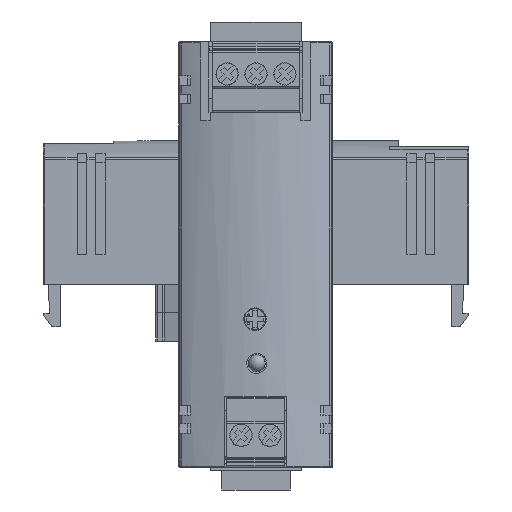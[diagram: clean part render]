
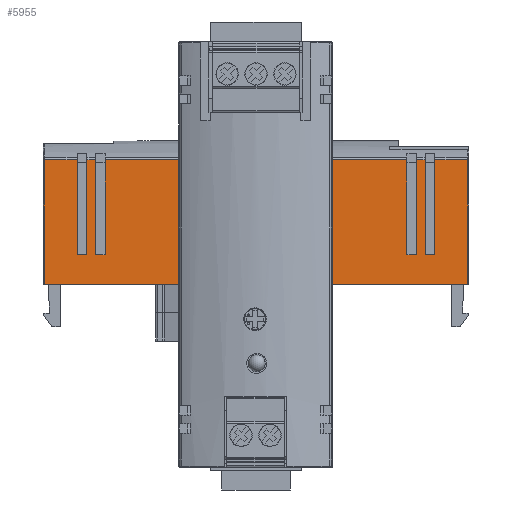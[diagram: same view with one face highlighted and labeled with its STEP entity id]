
A CAD part, left-side view. The second image highlights one B-rep face of the part: STEP entity #5955.
In plain terms, the highlighted planar face has unit normal (-1, 0, 0.008).
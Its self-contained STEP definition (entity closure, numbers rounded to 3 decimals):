
#5955 = ADVANCED_FACE( '', ( #12717 ), #12718, .F. );
#12717 = FACE_OUTER_BOUND( '', #20779, .T. );
#12718 = PLANE( '', #20780 );
#20779 = EDGE_LOOP( '', ( #37830, #37831, #37832, #37833, #37834, #37835, #37836, #37837, #37838, #37839, #37840, #37841, #37842, #37843, #37844, #37845, #37846, #37847, #37848, #37849 ) );
#20780 = AXIS2_PLACEMENT_3D( '', #37850, #37851, #37852 );
#37830 = ORIENTED_EDGE( '', *, *, #48609, .T. );
#37831 = ORIENTED_EDGE( '', *, *, #48939, .F. );
#37832 = ORIENTED_EDGE( '', *, *, #46116, .F. );
#37833 = ORIENTED_EDGE( '', *, *, #45815, .T. );
#37834 = ORIENTED_EDGE( '', *, *, #48415, .T. );
#37835 = ORIENTED_EDGE( '', *, *, #45417, .F. );
#37836 = ORIENTED_EDGE( '', *, *, #44039, .F. );
#37837 = ORIENTED_EDGE( '', *, *, #48940, .T. );
#37838 = ORIENTED_EDGE( '', *, *, #48941, .T. );
#37839 = ORIENTED_EDGE( '', *, *, #44001, .F. );
#37840 = ORIENTED_EDGE( '', *, *, #47424, .F. );
#37841 = ORIENTED_EDGE( '', *, *, #43028, .T. );
#37842 = ORIENTED_EDGE( '', *, *, #45411, .T. );
#37843 = ORIENTED_EDGE( '', *, *, #47446, .T. );
#37844 = ORIENTED_EDGE( '', *, *, #47839, .F. );
#37845 = ORIENTED_EDGE( '', *, *, #48878, .T. );
#37846 = ORIENTED_EDGE( '', *, *, #48942, .T. );
#37847 = ORIENTED_EDGE( '', *, *, #44552, .F. );
#37848 = ORIENTED_EDGE( '', *, *, #48918, .F. );
#37849 = ORIENTED_EDGE( '', *, *, #47731, .T. );
#37850 = CARTESIAN_POINT( '', ( -13.454, -37.5, -5.24 ) );
#37851 = DIRECTION( '', ( 1., 0., -0.008 ) );
#37852 = DIRECTION( '', ( -0.008, 0., -1. ) );
#43028 = EDGE_CURVE( '', #50072, #50069, #50073, .T. );
#44001 = EDGE_CURVE( '', #51833, #51835, #51836, .T. );
#44039 = EDGE_CURVE( '', #51898, #51899, #51900, .T. );
#44552 = EDGE_CURVE( '', #52778, #52780, #52781, .T. );
#45411 = EDGE_CURVE( '', #50069, #54213, #54214, .T. );
#45417 = EDGE_CURVE( '', #51899, #54222, #54223, .T. );
#45815 = EDGE_CURVE( '', #54845, #54842, #54846, .T. );
#46116 = EDGE_CURVE( '', #54845, #55296, #55297, .T. );
#47424 = EDGE_CURVE( '', #50072, #51833, #57157, .T. );
#47446 = EDGE_CURVE( '', #54213, #57182, #57185, .T. );
#47731 = EDGE_CURVE( '', #57559, #57556, #57560, .T. );
#47839 = EDGE_CURVE( '', #57699, #57182, #57701, .T. );
#48415 = EDGE_CURVE( '', #54842, #54222, #58426, .T. );
#48609 = EDGE_CURVE( '', #57556, #58654, #58656, .T. );
#48878 = EDGE_CURVE( '', #57699, #58421, #58969, .F. );
#48918 = EDGE_CURVE( '', #57559, #52778, #59017, .T. );
#48939 = EDGE_CURVE( '', #55296, #58654, #59042, .T. );
#48940 = EDGE_CURVE( '', #51898, #59043, #59044, .T. );
#48941 = EDGE_CURVE( '', #59043, #51835, #59045, .T. );
#48942 = EDGE_CURVE( '', #58421, #52780, #59046, .T. );
#50069 = VERTEX_POINT( '', #60337 );
#50072 = VERTEX_POINT( '', #60340 );
#50073 = LINE( '', #60341, #60342 );
#51833 = VERTEX_POINT( '', #62900 );
#51835 = VERTEX_POINT( '', #62903 );
#51836 = LINE( '', #62904, #62905 );
#51898 = VERTEX_POINT( '', #62989 );
#51899 = VERTEX_POINT( '', #62990 );
#51900 = LINE( '', #62991, #62992 );
#52778 = VERTEX_POINT( '', #64261 );
#52780 = VERTEX_POINT( '', #64264 );
#52781 = LINE( '', #64265, #64266 );
#54213 = VERTEX_POINT( '', #66456 );
#54214 = LINE( '', #66457, #66458 );
#54222 = VERTEX_POINT( '', #66469 );
#54223 = LINE( '', #66470, #66471 );
#54842 = VERTEX_POINT( '', #67348 );
#54845 = VERTEX_POINT( '', #67351 );
#54846 = LINE( '', #67352, #67353 );
#55296 = VERTEX_POINT( '', #67986 );
#55297 = LINE( '', #67987, #67988 );
#57157 = LINE( '', #70874, #70875 );
#57182 = VERTEX_POINT( '', #70908 );
#57185 = LINE( '', #70911, #70912 );
#57556 = VERTEX_POINT( '', #71428 );
#57559 = VERTEX_POINT( '', #71431 );
#57560 = LINE( '', #71432, #71433 );
#57699 = VERTEX_POINT( '', #71629 );
#57701 = LINE( '', #71631, #71632 );
#58421 = VERTEX_POINT( '', #72759 );
#58426 = LINE( '', #72764, #72765 );
#58654 = VERTEX_POINT( '', #73085 );
#58656 = LINE( '', #73087, #73088 );
#58969 = LINE( '', #73637, #73638 );
#59017 = LINE( '', #73701, #73702 );
#59042 = LINE( '', #73736, #73737 );
#59043 = VERTEX_POINT( '', #73738 );
#59044 = LINE( '', #73739, #73740 );
#59045 = LINE( '', #73741, #73742 );
#59046 = LINE( '', #73743, #73744 );
#60337 = CARTESIAN_POINT( '', ( -13.281, 31.5, 16.694 ) );
#60340 = CARTESIAN_POINT( '', ( -13.413, 31.5, 0. ) );
#60341 = CARTESIAN_POINT( '', ( -13.454, 31.5, -5.24 ) );
#60342 = VECTOR( '', #75099, 1000. );
#62900 = CARTESIAN_POINT( '', ( -13.413, 29.8, 0. ) );
#62903 = CARTESIAN_POINT( '', ( -13.281, 29.8, 16.694 ) );
#62904 = CARTESIAN_POINT( '', ( -13.454, 29.8, -5.24 ) );
#62905 = VECTOR( '', #76178, 1000. );
#62989 = CARTESIAN_POINT( '', ( -13.413, 28.3, 0. ) );
#62990 = CARTESIAN_POINT( '', ( -13.413, 26.6, 0. ) );
#62991 = CARTESIAN_POINT( '', ( -13.413, -37.5, 0. ) );
#62992 = VECTOR( '', #76219, 1000. );
#64261 = CARTESIAN_POINT( '', ( -13.413, -31.5, 0. ) );
#64264 = CARTESIAN_POINT( '', ( -13.281, -31.5, 16.694 ) );
#64265 = CARTESIAN_POINT( '', ( -13.454, -31.5, -5.24 ) );
#64266 = VECTOR( '', #76727, 1000. );
#66456 = CARTESIAN_POINT( '', ( -13.281, 37.3, 16.694 ) );
#66457 = CARTESIAN_POINT( '', ( -13.281, -37.5, 16.694 ) );
#66458 = VECTOR( '', #77580, 1000. );
#66469 = CARTESIAN_POINT( '', ( -13.281, 26.6, 16.694 ) );
#66470 = CARTESIAN_POINT( '', ( -13.454, 26.6, -5.24 ) );
#66471 = VECTOR( '', #77587, 1000. );
#67348 = CARTESIAN_POINT( '', ( -13.281, -26.6, 16.694 ) );
#67351 = CARTESIAN_POINT( '', ( -13.413, -26.6, 0. ) );
#67352 = CARTESIAN_POINT( '', ( -13.454, -26.6, -5.24 ) );
#67353 = VECTOR( '', #78016, 1000. );
#67986 = CARTESIAN_POINT( '', ( -13.413, -28.3, 0. ) );
#67987 = CARTESIAN_POINT( '', ( -13.413, -37.5, 0. ) );
#67988 = VECTOR( '', #78332, 1000. );
#70874 = CARTESIAN_POINT( '', ( -13.413, -37.5, 0. ) );
#70875 = VECTOR( '', #79612, 1000. );
#70908 = CARTESIAN_POINT( '', ( -13.454, 37.3, -5.24 ) );
#70911 = CARTESIAN_POINT( '', ( -13.454, 37.3, -5.24 ) );
#70912 = VECTOR( '', #79630, 1000. );
#71428 = CARTESIAN_POINT( '', ( -13.281, -29.8, 16.694 ) );
#71431 = CARTESIAN_POINT( '', ( -13.413, -29.8, 0. ) );
#71432 = CARTESIAN_POINT( '', ( -13.454, -29.8, -5.24 ) );
#71433 = VECTOR( '', #79956, 1000. );
#71629 = CARTESIAN_POINT( '', ( -13.454, -37.3, -5.24 ) );
#71631 = CARTESIAN_POINT( '', ( -13.454, -37.5, -5.24 ) );
#71632 = VECTOR( '', #80056, 1000. );
#72759 = CARTESIAN_POINT( '', ( -13.281, -37.3, 16.694 ) );
#72764 = CARTESIAN_POINT( '', ( -13.281, -37.5, 16.694 ) );
#72765 = VECTOR( '', #80589, 1000. );
#73085 = CARTESIAN_POINT( '', ( -13.281, -28.3, 16.694 ) );
#73087 = CARTESIAN_POINT( '', ( -13.281, -37.5, 16.694 ) );
#73088 = VECTOR( '', #80751, 1000. );
#73637 = CARTESIAN_POINT( '', ( -13.281, -37.3, 16.694 ) );
#73638 = VECTOR( '', #80970, 1000. );
#73701 = CARTESIAN_POINT( '', ( -13.413, -37.5, 0. ) );
#73702 = VECTOR( '', #81001, 1000. );
#73736 = CARTESIAN_POINT( '', ( -13.454, -28.3, -5.24 ) );
#73737 = VECTOR( '', #81014, 1000. );
#73738 = CARTESIAN_POINT( '', ( -13.281, 28.3, 16.694 ) );
#73739 = CARTESIAN_POINT( '', ( -13.454, 28.3, -5.24 ) );
#73740 = VECTOR( '', #81015, 1000. );
#73741 = CARTESIAN_POINT( '', ( -13.281, -37.5, 16.694 ) );
#73742 = VECTOR( '', #81016, 1000. );
#73743 = CARTESIAN_POINT( '', ( -13.281, -37.5, 16.694 ) );
#73744 = VECTOR( '', #81017, 1000. );
#75099 = DIRECTION( '', ( 0.008, 0., 1. ) );
#76178 = DIRECTION( '', ( 0.008, 0., 1. ) );
#76219 = DIRECTION( '', ( 0., -1., 0. ) );
#76727 = DIRECTION( '', ( 0.008, 0., 1. ) );
#77580 = DIRECTION( '', ( 0., 1., 0. ) );
#77587 = DIRECTION( '', ( 0.008, 0., 1. ) );
#78016 = DIRECTION( '', ( 0.008, 0., 1. ) );
#78332 = DIRECTION( '', ( 0., -1., 0. ) );
#79612 = DIRECTION( '', ( 0., -1., 0. ) );
#79630 = DIRECTION( '', ( -0.008, 0., -1. ) );
#79956 = DIRECTION( '', ( 0.008, 0., 1. ) );
#80056 = DIRECTION( '', ( 0., 1., 0. ) );
#80589 = DIRECTION( '', ( 0., 1., 0. ) );
#80751 = DIRECTION( '', ( 0., 1., 0. ) );
#80970 = DIRECTION( '', ( -0.008, 0., -1. ) );
#81001 = DIRECTION( '', ( 0., -1., 0. ) );
#81014 = DIRECTION( '', ( 0.008, 0., 1. ) );
#81015 = DIRECTION( '', ( 0.008, 0., 1. ) );
#81016 = DIRECTION( '', ( 0., 1., 0. ) );
#81017 = DIRECTION( '', ( 0., 1., 0. ) );
